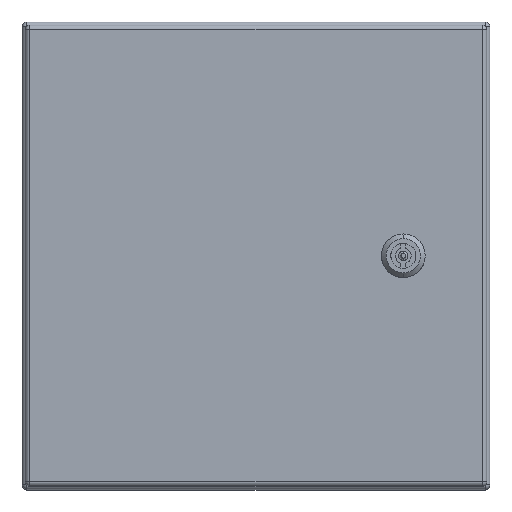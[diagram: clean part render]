
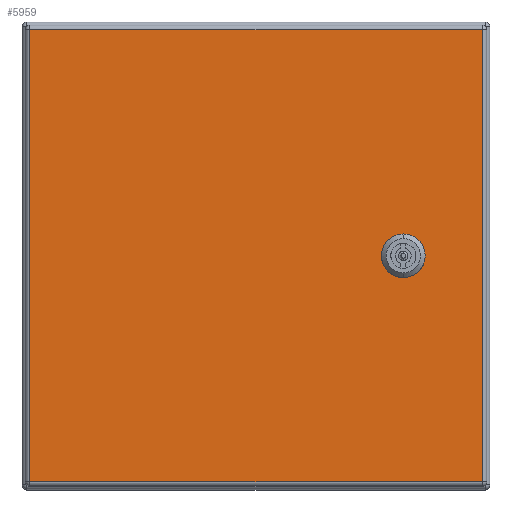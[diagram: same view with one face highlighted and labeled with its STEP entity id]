
A CAD part, top view. The second image highlights one B-rep face of the part: STEP entity #5959.
In plain terms, the highlighted planar face has unit normal (0, 0, 1).
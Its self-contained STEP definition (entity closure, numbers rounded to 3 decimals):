
#5866=AXIS2_PLACEMENT_3D('Plane Axis2P3D',#5863,#5864,#5865) ;
#5895=AXIS2_PLACEMENT_3D('Circle Axis2P3D',#5893,#5894,$) ;
#5911=AXIS2_PLACEMENT_3D('Circle Axis2P3D',#5909,#5910,$) ;
#5925=AXIS2_PLACEMENT_3D('Circle Axis2P3D',#5923,#5924,$) ;
#5939=AXIS2_PLACEMENT_3D('Circle Axis2P3D',#5937,#5938,$) ;
#5616=CARTESIAN_POINT('Vertex',(5.,5.,150.)) ;
#5619=CARTESIAN_POINT('Line Origine',(5.,150.,150.)) ;
#5623=CARTESIAN_POINT('Vertex',(5.,295.,150.)) ;
#5863=CARTESIAN_POINT('Axis2P3D Location',(150.,150.,150.)) ;
#5868=CARTESIAN_POINT('Line Origine',(295.,150.,150.)) ;
#5872=CARTESIAN_POINT('Vertex',(295.,5.,150.)) ;
#5874=CARTESIAN_POINT('Vertex',(295.,295.,150.)) ;
#5877=CARTESIAN_POINT('Line Origine',(150.,295.,150.)) ;
#5882=CARTESIAN_POINT('Line Origine',(150.,5.,150.)) ;
#5893=CARTESIAN_POINT('Axis2P3D Location',(244.5,150.,150.)) ;
#5897=CARTESIAN_POINT('Vertex',(239.863,160.25,150.)) ;
#5899=CARTESIAN_POINT('Vertex',(234.25,154.637,150.)) ;
#5902=CARTESIAN_POINT('Line Origine',(244.5,160.25,150.)) ;
#5906=CARTESIAN_POINT('Vertex',(249.137,160.25,150.)) ;
#5909=CARTESIAN_POINT('Axis2P3D Location',(244.5,150.,150.)) ;
#5913=CARTESIAN_POINT('Vertex',(254.75,154.637,150.)) ;
#5916=CARTESIAN_POINT('Line Origine',(254.75,150.,150.)) ;
#5920=CARTESIAN_POINT('Vertex',(254.75,145.363,150.)) ;
#5923=CARTESIAN_POINT('Axis2P3D Location',(244.5,150.,150.)) ;
#5927=CARTESIAN_POINT('Vertex',(249.137,139.75,150.)) ;
#5930=CARTESIAN_POINT('Line Origine',(244.5,139.75,150.)) ;
#5934=CARTESIAN_POINT('Vertex',(239.863,139.75,150.)) ;
#5937=CARTESIAN_POINT('Axis2P3D Location',(244.5,150.,150.)) ;
#5941=CARTESIAN_POINT('Vertex',(234.25,145.363,150.)) ;
#5944=CARTESIAN_POINT('Line Origine',(234.25,150.,150.)) ;
#5620=DIRECTION('Vector Direction',(0.,1.,0.)) ;
#5864=DIRECTION('Axis2P3D Direction',(0.,0.,1.)) ;
#5865=DIRECTION('Axis2P3D XDirection',(1.,0.,0.)) ;
#5869=DIRECTION('Vector Direction',(0.,1.,0.)) ;
#5878=DIRECTION('Vector Direction',(-1.,0.,0.)) ;
#5883=DIRECTION('Vector Direction',(1.,0.,0.)) ;
#5894=DIRECTION('Axis2P3D Direction',(0.,0.,1.)) ;
#5903=DIRECTION('Vector Direction',(-1.,0.,0.)) ;
#5910=DIRECTION('Axis2P3D Direction',(0.,0.,1.)) ;
#5917=DIRECTION('Vector Direction',(0.,1.,0.)) ;
#5924=DIRECTION('Axis2P3D Direction',(0.,0.,1.)) ;
#5931=DIRECTION('Vector Direction',(1.,0.,0.)) ;
#5938=DIRECTION('Axis2P3D Direction',(0.,0.,1.)) ;
#5945=DIRECTION('Vector Direction',(0.,-1.,0.)) ;
#5621=VECTOR('Line Direction',#5620,1.) ;
#5870=VECTOR('Line Direction',#5869,1.) ;
#5879=VECTOR('Line Direction',#5878,1.) ;
#5884=VECTOR('Line Direction',#5883,1.) ;
#5904=VECTOR('Line Direction',#5903,1.) ;
#5918=VECTOR('Line Direction',#5917,1.) ;
#5932=VECTOR('Line Direction',#5931,1.) ;
#5946=VECTOR('Line Direction',#5945,1.) ;
#5888=ORIENTED_EDGE('',*,*,#5876,.T.) ;
#5889=ORIENTED_EDGE('',*,*,#5881,.T.) ;
#5890=ORIENTED_EDGE('',*,*,#5625,.T.) ;
#5891=ORIENTED_EDGE('',*,*,#5886,.T.) ;
#5950=ORIENTED_EDGE('',*,*,#5901,.F.) ;
#5951=ORIENTED_EDGE('',*,*,#5908,.F.) ;
#5952=ORIENTED_EDGE('',*,*,#5915,.F.) ;
#5953=ORIENTED_EDGE('',*,*,#5922,.F.) ;
#5954=ORIENTED_EDGE('',*,*,#5929,.F.) ;
#5955=ORIENTED_EDGE('',*,*,#5936,.F.) ;
#5956=ORIENTED_EDGE('',*,*,#5943,.F.) ;
#5957=ORIENTED_EDGE('',*,*,#5948,.F.) ;
#5958=FACE_BOUND('',#5949,.T.) ;
#5959=ADVANCED_FACE('76198_ZUB_DE_QL_KEBI_300x300-1/76198_DE_QL_KEBI_300x300-2-solid1',(#5892,#5958),#5867,.T.) ;
#5896=CIRCLE('generated circle',#5895,11.25) ;
#5912=CIRCLE('generated circle',#5911,11.25) ;
#5926=CIRCLE('generated circle',#5925,11.25) ;
#5940=CIRCLE('generated circle',#5939,11.25) ;
#5625=EDGE_CURVE('',#5624,#5617,#5622,.F.) ;
#5876=EDGE_CURVE('',#5873,#5875,#5871,.T.) ;
#5881=EDGE_CURVE('',#5875,#5624,#5880,.T.) ;
#5886=EDGE_CURVE('',#5617,#5873,#5885,.T.) ;
#5901=EDGE_CURVE('',#5898,#5900,#5896,.T.) ;
#5908=EDGE_CURVE('',#5907,#5898,#5905,.T.) ;
#5915=EDGE_CURVE('',#5914,#5907,#5912,.T.) ;
#5922=EDGE_CURVE('',#5921,#5914,#5919,.T.) ;
#5929=EDGE_CURVE('',#5928,#5921,#5926,.T.) ;
#5936=EDGE_CURVE('',#5935,#5928,#5933,.T.) ;
#5943=EDGE_CURVE('',#5942,#5935,#5940,.T.) ;
#5948=EDGE_CURVE('',#5900,#5942,#5947,.T.) ;
#5887=EDGE_LOOP('',(#5888,#5889,#5890,#5891)) ;
#5949=EDGE_LOOP('',(#5950,#5951,#5952,#5953,#5954,#5955,#5956,#5957)) ;
#5892=FACE_OUTER_BOUND('',#5887,.T.) ;
#5622=LINE('Line',#5619,#5621) ;
#5871=LINE('Line',#5868,#5870) ;
#5880=LINE('Line',#5877,#5879) ;
#5885=LINE('Line',#5882,#5884) ;
#5905=LINE('Line',#5902,#5904) ;
#5919=LINE('Line',#5916,#5918) ;
#5933=LINE('Line',#5930,#5932) ;
#5947=LINE('Line',#5944,#5946) ;
#5867=PLANE('',#5866) ;
#5617=VERTEX_POINT('',#5616) ;
#5624=VERTEX_POINT('',#5623) ;
#5873=VERTEX_POINT('',#5872) ;
#5875=VERTEX_POINT('',#5874) ;
#5898=VERTEX_POINT('',#5897) ;
#5900=VERTEX_POINT('',#5899) ;
#5907=VERTEX_POINT('',#5906) ;
#5914=VERTEX_POINT('',#5913) ;
#5921=VERTEX_POINT('',#5920) ;
#5928=VERTEX_POINT('',#5927) ;
#5935=VERTEX_POINT('',#5934) ;
#5942=VERTEX_POINT('',#5941) ;
